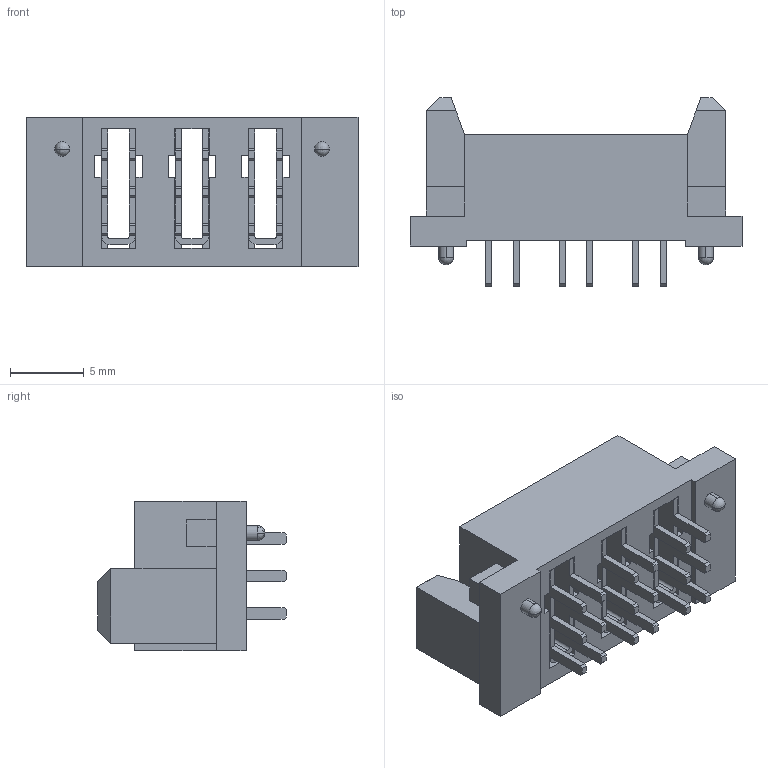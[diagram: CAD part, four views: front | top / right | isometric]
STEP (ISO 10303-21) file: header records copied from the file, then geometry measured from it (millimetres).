
FILE_DESCRIPTION (( 'STEP AP214' ), '1' );
FILE_NAME ('MPS-03-7.70-01-L-V.STEP', '2018-06-15T12:02:34', ( '' ), ( '' ), 'SwSTEP 2.0', 'SolidWorks 2018', '' );
FILE_SCHEMA (( 'AUTOMOTIVE_DESIGN' ));
Length unit declared in the file: millimetre
Products named in the file (3): MPS-03-7.70-01-L-V; _MPS_03_7_70_01_L_V_t_2; _MPS_03_7_70_01_L_V_p_4
Assembly tree (2 placements, depth 2):
  MPS-03-7.70-01-L-V
    _MPS_03_7_70_01_L_V_t_2
    _MPS_03_7_70_01_L_V_p_4
Bounding box: 22.55 x 12.8 x 10.16 mm (x, y, z)
Volume: 1169.1 mm3; surface area: 2135.2 mm2
Topology: 2 solids, 2 shells, 304 faces, 884 edges, 582 vertices
Faces by surface type: plane 284, cylinder 16, sphere 4
Entity records: 9926 total; most frequent: CARTESIAN_POINT 1799, ORIENTED_EDGE 1752, DIRECTION 1522, EDGE_CURVE 876, VECTOR 832, LINE 832, VERTEX_POINT 582, AXIS2_PLACEMENT_3D 345
